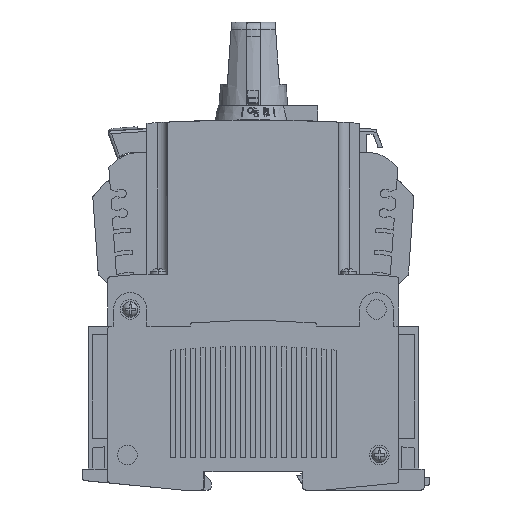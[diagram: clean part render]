
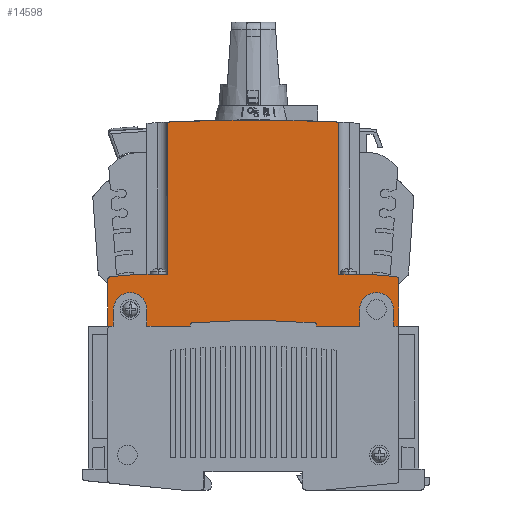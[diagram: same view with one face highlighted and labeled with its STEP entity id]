
A CAD part, left-side view. The second image highlights one B-rep face of the part: STEP entity #14598.
In plain terms, the highlighted planar face has unit normal (-1, 0, 0).
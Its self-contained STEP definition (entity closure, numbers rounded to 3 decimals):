
#14598=ADVANCED_FACE('',(#29908),#29909,.T.);
#29908=FACE_OUTER_BOUND('',#45761,.T.);
#29909=PLANE('',#45762);
#45761=EDGE_LOOP('',(#92862,#92863,#92864,#92865,#92866,#92867,#92868,#92869,#92870,#92871,#92872,#92873,#92874,#92875,#92876,#92877,#92878,#92879,#92880,#92881,#92882,#92883,#92884,#92885,#92886,#92887,#92888,#92889));
#45762=AXIS2_PLACEMENT_3D('',#92890,#92891,#92892);
#92862=ORIENTED_EDGE('',*,*,#96436,.F.);
#92863=ORIENTED_EDGE('',*,*,#114477,.F.);
#92864=ORIENTED_EDGE('',*,*,#114478,.F.);
#92865=ORIENTED_EDGE('',*,*,#114462,.F.);
#92866=ORIENTED_EDGE('',*,*,#114458,.F.);
#92867=ORIENTED_EDGE('',*,*,#114455,.F.);
#92868=ORIENTED_EDGE('',*,*,#114452,.F.);
#92869=ORIENTED_EDGE('',*,*,#114449,.T.);
#92870=ORIENTED_EDGE('',*,*,#114446,.T.);
#92871=ORIENTED_EDGE('',*,*,#114444,.T.);
#92872=ORIENTED_EDGE('',*,*,#114441,.T.);
#92873=ORIENTED_EDGE('',*,*,#114437,.T.);
#92874=ORIENTED_EDGE('',*,*,#114434,.F.);
#92875=ORIENTED_EDGE('',*,*,#114431,.F.);
#92876=ORIENTED_EDGE('',*,*,#114428,.F.);
#92877=ORIENTED_EDGE('',*,*,#114425,.F.);
#92878=ORIENTED_EDGE('',*,*,#114421,.F.);
#92879=ORIENTED_EDGE('',*,*,#114418,.F.);
#92880=ORIENTED_EDGE('',*,*,#114414,.F.);
#92881=ORIENTED_EDGE('',*,*,#96444,.F.);
#92882=ORIENTED_EDGE('',*,*,#114412,.F.);
#92883=ORIENTED_EDGE('',*,*,#114423,.F.);
#92884=ORIENTED_EDGE('',*,*,#114407,.F.);
#92885=ORIENTED_EDGE('',*,*,#114402,.F.);
#92886=ORIENTED_EDGE('',*,*,#114470,.F.);
#92887=ORIENTED_EDGE('',*,*,#114479,.F.);
#92888=ORIENTED_EDGE('',*,*,#114480,.F.);
#92889=ORIENTED_EDGE('',*,*,#114481,.F.);
#92890=CARTESIAN_POINT('',(8.05,62.9,-467.8));
#92891=DIRECTION('',(-1.0,0.0,0.0));
#92892=DIRECTION('',(0.0,1.0,0.0));
#96436=EDGE_CURVE('',#116173,#116163,#116175,.T.);
#96444=EDGE_CURVE('',#116188,#116178,#116190,.T.);
#114402=EDGE_CURVE('',#142879,#142880,#142881,.T.);
#114407=EDGE_CURVE('',#142880,#142888,#142889,.T.);
#114412=EDGE_CURVE('',#142894,#116188,#142896,.T.);
#114414=EDGE_CURVE('',#116178,#142898,#142899,.T.);
#114418=EDGE_CURVE('',#142898,#142903,#142904,.T.);
#114421=EDGE_CURVE('',#142903,#142609,#142907,.T.);
#114423=EDGE_CURVE('',#142888,#142894,#142909,.T.);
#114425=EDGE_CURVE('',#142609,#142911,#142912,.T.);
#114428=EDGE_CURVE('',#142911,#142915,#142916,.T.);
#114431=EDGE_CURVE('',#142915,#142919,#142920,.T.);
#114434=EDGE_CURVE('',#142919,#142923,#142924,.T.);
#114437=EDGE_CURVE('',#142927,#142923,#142928,.T.);
#114441=EDGE_CURVE('',#142931,#142927,#142933,.T.);
#114444=EDGE_CURVE('',#142935,#142931,#142937,.T.);
#114446=EDGE_CURVE('',#142939,#142935,#142940,.T.);
#114449=EDGE_CURVE('',#142943,#142939,#142944,.T.);
#114452=EDGE_CURVE('',#142943,#142947,#142948,.T.);
#114455=EDGE_CURVE('',#142947,#142951,#142952,.T.);
#114458=EDGE_CURVE('',#142951,#142955,#142956,.T.);
#114462=EDGE_CURVE('',#142955,#142959,#142961,.T.);
#114470=EDGE_CURVE('',#142971,#142879,#142972,.T.);
#114477=EDGE_CURVE('',#142979,#116173,#142980,.T.);
#114478=EDGE_CURVE('',#142959,#142979,#142981,.T.);
#114479=EDGE_CURVE('',#142982,#142971,#142983,.T.);
#114480=EDGE_CURVE('',#142984,#142982,#142985,.T.);
#114481=EDGE_CURVE('',#116163,#142984,#142986,.T.);
#116163=VERTEX_POINT('',#146198);
#116173=VERTEX_POINT('',#146210);
#116175=CIRCLE('',#146213,5.5);
#116178=VERTEX_POINT('',#146216);
#116188=VERTEX_POINT('',#146228);
#116190=CIRCLE('',#146231,5.5);
#142609=VERTEX_POINT('',#186735);
#142879=VERTEX_POINT('',#187119);
#142880=VERTEX_POINT('',#187120);
#142881=LINE('',#187121,#187122);
#142888=VERTEX_POINT('',#187132);
#142889=LINE('',#187133,#187134);
#142894=VERTEX_POINT('',#187141);
#142896=LINE('',#187144,#187145);
#142898=VERTEX_POINT('',#187147);
#142899=CIRCLE('',#187148,5.5);
#142903=VERTEX_POINT('',#187153);
#142904=LINE('',#187154,#187155);
#142907=LINE('',#187159,#187160);
#142909=LINE('',#187163,#187164);
#142911=VERTEX_POINT('',#187166);
#142912=LINE('',#187167,#187168);
#142915=VERTEX_POINT('',#187172);
#142916=LINE('',#187173,#187174);
#142919=VERTEX_POINT('',#187178);
#142920=CIRCLE('',#187179,1.);
#142923=VERTEX_POINT('',#187183);
#142924=CIRCLE('',#187184,100.);
#142927=VERTEX_POINT('',#187188);
#142928=LINE('',#187189,#187190);
#142931=VERTEX_POINT('',#187194);
#142933=LINE('',#187197,#187198);
#142935=VERTEX_POINT('',#187200);
#142937=CIRCLE('',#187203,600.0);
#142939=VERTEX_POINT('',#187205);
#142940=LINE('',#187206,#187207);
#142943=VERTEX_POINT('',#187211);
#142944=LINE('',#187212,#187213);
#142947=VERTEX_POINT('',#187217);
#142948=CIRCLE('',#187218,100.);
#142951=VERTEX_POINT('',#187222);
#142952=CIRCLE('',#187223,1.);
#142955=VERTEX_POINT('',#187227);
#142956=LINE('',#187228,#187229);
#142959=VERTEX_POINT('',#187233);
#142961=LINE('',#187236,#187237);
#142971=VERTEX_POINT('',#187250);
#142972=LINE('',#187251,#187252);
#142979=VERTEX_POINT('',#187260);
#142980=LINE('',#187261,#187262);
#142981=LINE('',#187263,#187264);
#142982=VERTEX_POINT('',#187265);
#142983=LINE('',#187266,#187267);
#142984=VERTEX_POINT('',#187268);
#142985=LINE('',#187269,#187270);
#142986=CIRCLE('',#187271,5.5);
#146198=CARTESIAN_POINT('',(8.05,18.9,70.0));
#146210=CARTESIAN_POINT('',(8.05,15.4,60.257));
#146213=AXIS2_PLACEMENT_3D('',#190026,#190027,#190028);
#146216=CARTESIAN_POINT('',(8.05,106.9,70.0));
#146228=CARTESIAN_POINT('',(8.05,103.4,60.257));
#146231=AXIS2_PLACEMENT_3D('',#190041,#190042,#190043);
#186735=CARTESIAN_POINT('',(8.05,113.9,58.5));
#187119=CARTESIAN_POINT('',(8.05,40.4,55.5));
#187120=CARTESIAN_POINT('',(8.05,85.4,55.5));
#187121=CARTESIAN_POINT('',(8.05,62.9,55.5));
#187122=VECTOR('',#209013,1.0);
#187132=CARTESIAN_POINT('',(8.05,85.4,58.5));
#187133=CARTESIAN_POINT('',(8.05,85.4,-205.4));
#187134=VECTOR('',#209017,1.0);
#187141=CARTESIAN_POINT('',(8.05,103.4,58.5));
#187144=CARTESIAN_POINT('',(8.05,103.4,58.5));
#187145=VECTOR('',#209021,1.0);
#187147=CARTESIAN_POINT('',(8.05,110.4,60.257));
#187148=AXIS2_PLACEMENT_3D('',#209022,#209023,#209024);
#187153=CARTESIAN_POINT('',(8.05,110.4,58.5));
#187154=CARTESIAN_POINT('',(8.05,110.4,64.5));
#187155=VECTOR('',#209029,1.0);
#187159=CARTESIAN_POINT('',(8.05,81.275,58.5));
#187160=VECTOR('',#209031,1.0);
#187163=CARTESIAN_POINT('',(8.05,81.275,58.5));
#187164=VECTOR('',#209033,1.0);
#187166=CARTESIAN_POINT('',(8.05,114.9,58.5));
#187167=CARTESIAN_POINT('',(8.05,110.4,58.5));
#187168=VECTOR('',#209034,1.0);
#187172=CARTESIAN_POINT('',(8.05,114.9,75.143));
#187173=CARTESIAN_POINT('',(8.05,114.9,58.5));
#187174=VECTOR('',#209036,1.0);
#187178=CARTESIAN_POINT('',(8.05,114.031,76.134));
#187179=AXIS2_PLACEMENT_3D('',#209038,#209039,#209040);
#187183=CARTESIAN_POINT('',(8.05,100.9,77.0));
#187184=AXIS2_PLACEMENT_3D('',#209042,#209043,#209044);
#187188=CARTESIAN_POINT('',(8.05,93.4,77.0));
#187189=CARTESIAN_POINT('',(8.05,80.154,77.0));
#187190=VECTOR('',#209046,1.0);
#187194=CARTESIAN_POINT('',(8.05,93.4,131.424));
#187197=CARTESIAN_POINT('',(8.05,93.4,-195.4));
#187198=VECTOR('',#209049,1.0);
#187200=CARTESIAN_POINT('',(8.05,32.4,131.424));
#187203=AXIS2_PLACEMENT_3D('',#209051,#209052,#209053);
#187205=CARTESIAN_POINT('',(8.05,32.4,77.0));
#187206=CARTESIAN_POINT('',(8.05,32.4,-195.4));
#187207=VECTOR('',#209054,1.0);
#187211=CARTESIAN_POINT('',(8.05,24.9,77.0));
#187212=CARTESIAN_POINT('',(8.05,45.646,77.0));
#187213=VECTOR('',#209056,1.0);
#187217=CARTESIAN_POINT('',(8.05,11.768,76.134));
#187218=AXIS2_PLACEMENT_3D('',#209058,#209059,#209060);
#187222=CARTESIAN_POINT('',(8.05,10.9,75.143));
#187223=AXIS2_PLACEMENT_3D('',#209062,#209063,#209064);
#187227=CARTESIAN_POINT('',(8.05,10.9,58.5));
#187228=CARTESIAN_POINT('',(8.05,10.9,75.143));
#187229=VECTOR('',#209066,1.0);
#187233=CARTESIAN_POINT('',(8.05,11.9,58.5));
#187236=CARTESIAN_POINT('',(8.05,10.9,58.5));
#187237=VECTOR('',#209069,1.0);
#187250=CARTESIAN_POINT('',(8.05,40.4,58.5));
#187251=CARTESIAN_POINT('',(8.05,40.4,-205.4));
#187252=VECTOR('',#209076,1.0);
#187260=CARTESIAN_POINT('',(8.05,15.4,58.5));
#187261=CARTESIAN_POINT('',(8.05,15.4,58.5));
#187262=VECTOR('',#209084,1.0);
#187263=CARTESIAN_POINT('',(8.05,44.525,58.5));
#187264=VECTOR('',#209085,1.0);
#187265=CARTESIAN_POINT('',(8.05,22.4,58.5));
#187266=CARTESIAN_POINT('',(8.05,44.525,58.5));
#187267=VECTOR('',#209086,1.0);
#187268=CARTESIAN_POINT('',(8.05,22.4,60.257));
#187269=CARTESIAN_POINT('',(8.05,22.4,64.5));
#187270=VECTOR('',#209087,1.0);
#187271=AXIS2_PLACEMENT_3D('',#209088,#209089,#209090);
#190026=CARTESIAN_POINT('',(8.05,18.9,64.5));
#190027=DIRECTION('',(-1.0,0.0,0.0));
#190028=DIRECTION('',(0.0,0.0,1.0));
#190041=CARTESIAN_POINT('',(8.05,106.9,64.5));
#190042=DIRECTION('',(-1.0,0.0,0.0));
#190043=DIRECTION('',(0.0,0.0,1.0));
#209013=DIRECTION('',(0.0,1.0,-0.0));
#209017=DIRECTION('',(0.0,0.0,1.0));
#209021=DIRECTION('',(0.0,0.0,1.0));
#209022=CARTESIAN_POINT('',(8.05,106.9,64.5));
#209023=DIRECTION('',(-1.0,0.0,0.0));
#209024=DIRECTION('',(0.0,0.0,1.0));
#209029=DIRECTION('',(0.0,0.0,-1.0));
#209031=DIRECTION('',(0.0,1.0,-0.0));
#209033=DIRECTION('',(0.0,1.0,-0.0));
#209034=DIRECTION('',(0.0,1.0,0.0));
#209036=DIRECTION('',(0.0,0.0,1.0));
#209038=CARTESIAN_POINT('',(8.05,113.9,75.143));
#209039=DIRECTION('',(1.0,0.0,-0.0));
#209040=DIRECTION('',(0.0,1.0,0.));
#209042=CARTESIAN_POINT('',(8.05,100.9,-23.));
#209043=DIRECTION('',(1.0,0.0,-0.0));
#209044=DIRECTION('',(0.0,0.131,0.991));
#209046=DIRECTION('',(0.0,1.0,-0.0));
#209049=DIRECTION('',(-0.0,-0.0,-1.0));
#209051=CARTESIAN_POINT('',(8.05,62.9,-467.8));
#209052=DIRECTION('',(-1.0,0.0,0.0));
#209053=DIRECTION('',(0.0,-1.0,0.0));
#209054=DIRECTION('',(0.0,-0.0,1.0));
#209056=DIRECTION('',(0.0,1.0,-0.0));
#209058=CARTESIAN_POINT('',(8.05,24.9,-23.));
#209059=DIRECTION('',(1.0,0.0,-0.0));
#209060=DIRECTION('',(0.0,0.,1.0));
#209062=CARTESIAN_POINT('',(8.05,11.9,75.143));
#209063=DIRECTION('',(1.0,0.0,0.0));
#209064=DIRECTION('',(0.0,-0.131,0.991));
#209066=DIRECTION('',(0.0,0.0,-1.0));
#209069=DIRECTION('',(0.0,1.0,0.0));
#209076=DIRECTION('',(0.0,0.0,-1.0));
#209084=DIRECTION('',(0.0,0.0,1.0));
#209085=DIRECTION('',(0.0,1.0,-0.0));
#209086=DIRECTION('',(0.0,1.0,-0.0));
#209087=DIRECTION('',(0.0,0.0,-1.0));
#209088=CARTESIAN_POINT('',(8.05,18.9,64.5));
#209089=DIRECTION('',(-1.0,0.0,0.0));
#209090=DIRECTION('',(0.0,0.0,1.0));
